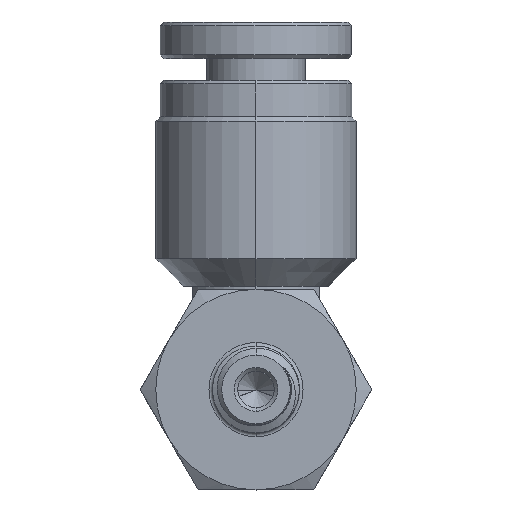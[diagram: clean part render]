
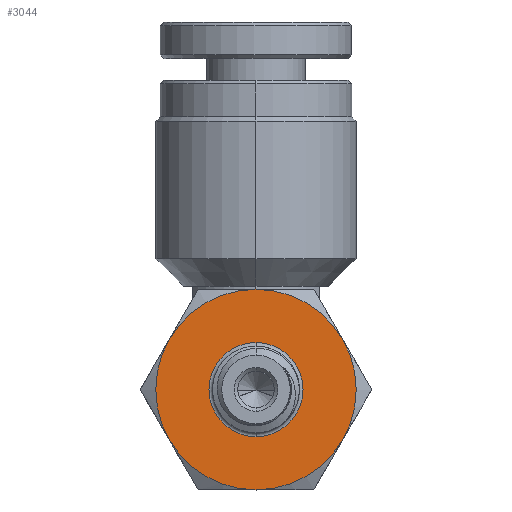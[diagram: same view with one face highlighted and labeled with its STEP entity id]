
A CAD part, top view. The second image highlights one B-rep face of the part: STEP entity #3044.
In plain terms, the highlighted planar face has unit normal (0, 0, 1).
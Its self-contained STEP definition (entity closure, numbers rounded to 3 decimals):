
#88 = CIRCLE ( 'NONE', #12171, 5.5 ) ;
#302 = CARTESIAN_POINT ( 'NONE',  ( 0., -1.72, 16.5 ) ) ;
#503 = EDGE_CURVE ( 'NONE', #20004, #7734, #4866, .T. ) ;
#703 = EDGE_CURVE ( 'NONE', #14359, #13256, #14207, .T. ) ;
#2041 = DIRECTION ( 'NONE',  ( 0., 0., -1. ) ) ;
#2221 = CARTESIAN_POINT ( 'NONE',  ( -4.763, -9.97, 16.5 ) ) ;
#2564 = PLANE ( 'NONE',  #6696 ) ;
#3044 = ADVANCED_FACE ( 'NONE', ( #11851, #4480 ), #2564, .F. ) ;
#3060 = ORIENTED_EDGE ( 'NONE', *, *, #10259, .F. ) ;
#4226 = DIRECTION ( 'NONE',  ( 0., 0., -1. ) ) ;
#4480 = FACE_OUTER_BOUND ( 'NONE', #19667, .T. ) ;
#4738 = CARTESIAN_POINT ( 'NONE',  ( 0., -4.639, 16.5 ) ) ;
#4866 = CIRCLE ( 'NONE', #12302, 5.5 ) ;
#5029 = CARTESIAN_POINT ( 'NONE',  ( 0., -7.22, 16.5 ) ) ;
#5145 = EDGE_CURVE ( 'NONE', #13361, #17848, #17526, .T. ) ;
#5347 = AXIS2_PLACEMENT_3D ( 'NONE', #11480, #2041, #13077 ) ;
#6196 = EDGE_CURVE ( 'NONE', #14359, #17362, #88, .T. ) ;
#6365 = VERTEX_POINT ( 'NONE', #10632 ) ;
#6548 = ORIENTED_EDGE ( 'NONE', *, *, #14781, .F. ) ;
#6630 = DIRECTION ( 'NONE',  ( 0., 1., 0. ) ) ;
#6696 = AXIS2_PLACEMENT_3D ( 'NONE', #13642, #4226, #15241 ) ;
#6939 = DIRECTION ( 'NONE',  ( 0., 0., -1. ) ) ;
#7164 = CARTESIAN_POINT ( 'NONE',  ( 0., -7.22, 16.5 ) ) ;
#7301 = DIRECTION ( 'NONE',  ( 0., 0., 1. ) ) ;
#7347 = CARTESIAN_POINT ( 'NONE',  ( 0., -7.22, 16.5 ) ) ;
#7734 = VERTEX_POINT ( 'NONE', #19310 ) ;
#8152 = DIRECTION ( 'NONE',  ( 0., 0., -1. ) ) ;
#8753 = DIRECTION ( 'NONE',  ( 0., 1., 0. ) ) ;
#8857 = ORIENTED_EDGE ( 'NONE', *, *, #5145, .T. ) ;
#8949 = DIRECTION ( 'NONE',  ( 0., 1., 0. ) ) ;
#9250 = AXIS2_PLACEMENT_3D ( 'NONE', #9513, #20534, #11094 ) ;
#9513 = CARTESIAN_POINT ( 'NONE',  ( 0., -7.22, 16.5 ) ) ;
#10259 = EDGE_CURVE ( 'NONE', #17362, #6365, #17888, .T. ) ;
#10450 = AXIS2_PLACEMENT_3D ( 'NONE', #16371, #6939, #17946 ) ;
#10632 = CARTESIAN_POINT ( 'NONE',  ( -4.763, -4.47, 16.5 ) ) ;
#10860 = AXIS2_PLACEMENT_3D ( 'NONE', #5029, #16046, #6630 ) ;
#11094 = DIRECTION ( 'NONE',  ( 0., 1., 0. ) ) ;
#11160 = EDGE_CURVE ( 'NONE', #17848, #13361, #18063, .T. ) ;
#11480 = CARTESIAN_POINT ( 'NONE',  ( 0., -7.22, 16.5 ) ) ;
#11670 = ORIENTED_EDGE ( 'NONE', *, *, #703, .T. ) ;
#11851 = FACE_BOUND ( 'NONE', #19192, .T. ) ;
#12171 = AXIS2_PLACEMENT_3D ( 'NONE', #7164, #18196, #8753 ) ;
#12302 = AXIS2_PLACEMENT_3D ( 'NONE', #19427, #8152, #14564 ) ;
#12401 = CARTESIAN_POINT ( 'NONE',  ( 0., -9.801, 16.5 ) ) ;
#13077 = DIRECTION ( 'NONE',  ( 0., 1., 0. ) ) ;
#13256 = VERTEX_POINT ( 'NONE', #18587 ) ;
#13361 = VERTEX_POINT ( 'NONE', #4738 ) ;
#13552 = ORIENTED_EDGE ( 'NONE', *, *, #503, .F. ) ;
#13602 = ORIENTED_EDGE ( 'NONE', *, *, #6196, .F. ) ;
#13642 = CARTESIAN_POINT ( 'NONE',  ( 0., -7.22, 16.5 ) ) ;
#14207 = CIRCLE ( 'NONE', #20328, 5.5 ) ;
#14359 = VERTEX_POINT ( 'NONE', #18716 ) ;
#14564 = DIRECTION ( 'NONE',  ( 0., 1., 0. ) ) ;
#14781 = EDGE_CURVE ( 'NONE', #7734, #13256, #17378, .T. ) ;
#15241 = DIRECTION ( 'NONE',  ( 0., 1., 0. ) ) ;
#15964 = AXIS2_PLACEMENT_3D ( 'NONE', #7347, #18377, #8949 ) ;
#16046 = DIRECTION ( 'NONE',  ( 0., 0., -1. ) ) ;
#16316 = ORIENTED_EDGE ( 'NONE', *, *, #16709, .F. ) ;
#16371 = CARTESIAN_POINT ( 'NONE',  ( 0., -7.22, 16.5 ) ) ;
#16709 = EDGE_CURVE ( 'NONE', #6365, #20004, #16962, .T. ) ;
#16754 = DIRECTION ( 'NONE',  ( 0., -1., 0. ) ) ;
#16962 = CIRCLE ( 'NONE', #5347, 5.5 ) ;
#17362 = VERTEX_POINT ( 'NONE', #2221 ) ;
#17378 = CIRCLE ( 'NONE', #10860, 5.5 ) ;
#17526 = CIRCLE ( 'NONE', #15964, 2.581 ) ;
#17848 = VERTEX_POINT ( 'NONE', #12401 ) ;
#17888 = CIRCLE ( 'NONE', #9250, 5.5 ) ;
#17946 = DIRECTION ( 'NONE',  ( 0., 1., 0. ) ) ;
#18063 = CIRCLE ( 'NONE', #10450, 2.581 ) ;
#18196 = DIRECTION ( 'NONE',  ( 0., 0., -1. ) ) ;
#18328 = CARTESIAN_POINT ( 'NONE',  ( 0., -7.22, 16.5 ) ) ;
#18377 = DIRECTION ( 'NONE',  ( 0., 0., -1. ) ) ;
#18587 = CARTESIAN_POINT ( 'NONE',  ( 4.763, -9.97, 16.5 ) ) ;
#18716 = CARTESIAN_POINT ( 'NONE',  ( 0., -12.72, 16.5 ) ) ;
#18767 = ORIENTED_EDGE ( 'NONE', *, *, #11160, .T. ) ;
#19192 = EDGE_LOOP ( 'NONE', ( #8857, #18767 ) ) ;
#19310 = CARTESIAN_POINT ( 'NONE',  ( 4.763, -4.47, 16.5 ) ) ;
#19427 = CARTESIAN_POINT ( 'NONE',  ( 0., -7.22, 16.5 ) ) ;
#19667 = EDGE_LOOP ( 'NONE', ( #13552, #16316, #3060, #13602, #11670, #6548 ) ) ;
#20004 = VERTEX_POINT ( 'NONE', #302 ) ;
#20328 = AXIS2_PLACEMENT_3D ( 'NONE', #18328, #7301, #16754 ) ;
#20534 = DIRECTION ( 'NONE',  ( 0., 0., -1. ) ) ;
